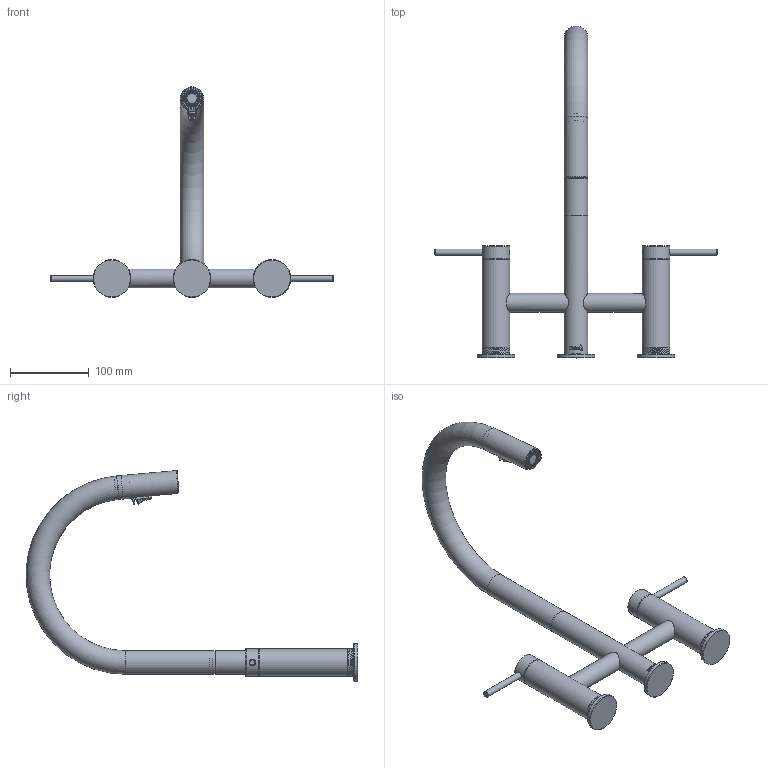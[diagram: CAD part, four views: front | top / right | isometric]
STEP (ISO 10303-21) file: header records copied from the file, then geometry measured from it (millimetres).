
FILE_DESCRIPTION(/* description */ (''),/* implementation_level */ '2;1');
FILE_NAME(/* name */ 'AZ400 3D.stp',/* time_stamp */ '2018-12-04T13:59:31-05:00',/* author */ ('cjulien'),/* organization */ (''),/* preprocessor_version */ 'ST-DEVELOPER v16.13',/* originating_system */ 'Autodesk Inventor 2018',/* authorisation */ '');
FILE_SCHEMA (('AUTOMOTIVE_DESIGN { 1 0 10303 214 3 1 1 }'));
Length unit declared in the file: millimetre
Products named in the file (1): AZ400_Shrinkwrap_1
Bounding box: 358.2 x 421.42 x 267.65 mm (x, y, z)
Volume: 400590 mm3; surface area: 229455.3 mm2
Topology: 5 solids, 5 shells, 3567 faces, 9171 edges, 5621 vertices
Faces by surface type: cylinder 1101, bspline 908, plane 793, torus 465, sphere 180, cone 120
Full cylindrical faces by diameter (mm): 2.2 x18, 3 x2, 3.7 x1, 4.5 x2, 5.3 x2, 6.2 x3, 6.7 x2, 8 x2, 8.2 x2, 10.5 x2, 13.5 x1, 14 x2, 14.9 x1, 15 x3, 17 x1, 19.04 x1, 20 x1, 20.99 x1, 21.29 x2, 22.9 x1, 24 x11, 24.4 x1, 25.73 x1, 26.187 x1, 27 x1, 27.305 x2, 27.4 x2, 27.991 x1, 29.997 x2, 30 x1
Entity records: 199203 total; most frequent: CARTESIAN_POINT 116722, ORIENTED_EDGE 17706, DIRECTION 15458, EDGE_CURVE 8853, AXIS2_PLACEMENT_3D 6354, VERTEX_POINT 5546, EDGE_LOOP 3906, FACE_OUTER_BOUND 3551
